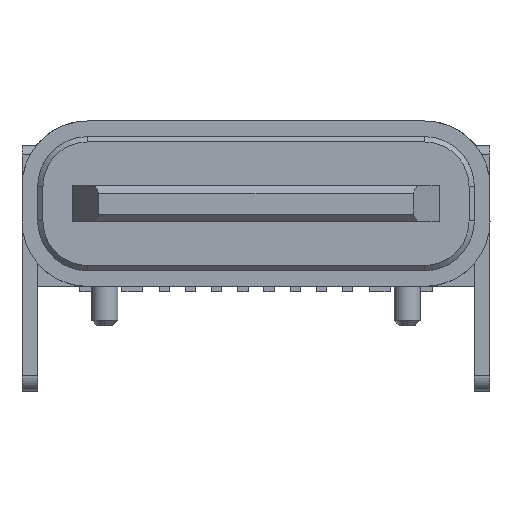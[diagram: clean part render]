
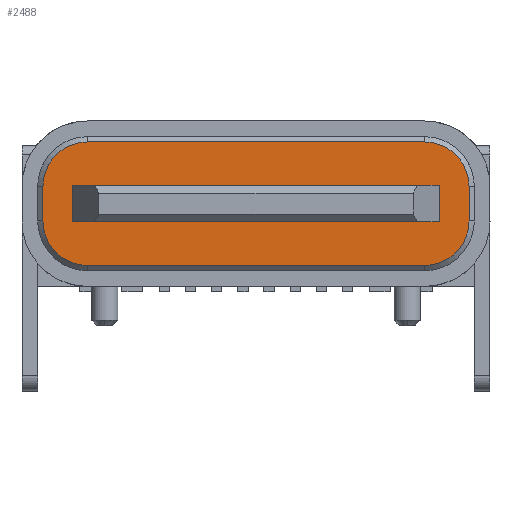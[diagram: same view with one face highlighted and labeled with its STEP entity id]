
A CAD part, front view. The second image highlights one B-rep face of the part: STEP entity #2488.
In plain terms, the highlighted planar face has unit normal (0, -1, 0).
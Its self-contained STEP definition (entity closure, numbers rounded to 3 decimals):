
#36 = VERTEX_POINT ( 'NONE', #20713 ) ;
#300 = EDGE_LOOP ( 'NONE', ( #6295, #20146, #23386, #14396 ) ) ;
#391 = CARTESIAN_POINT ( 'NONE',  ( -3.22, 1.175, -0.33 ) ) ;
#489 = CARTESIAN_POINT ( 'NONE',  ( -3.5, 1.175, 0.35 ) ) ;
#594 = CARTESIAN_POINT ( 'NONE',  ( 3.22, 1.175, 0.33 ) ) ;
#604 = CARTESIAN_POINT ( 'NONE',  ( 3.22, 1.175, -0.33 ) ) ;
#633 = DIRECTION ( 'NONE',  ( -1., 0., 0. ) ) ;
#655 = CARTESIAN_POINT ( 'NONE',  ( 3.22, 1.175, -1.18 ) ) ;
#1003 = EDGE_CURVE ( 'NONE', #11029, #14017, #16182, .T. ) ;
#1505 = LINE ( 'NONE', #9549, #12204 ) ;
#1597 = VERTEX_POINT ( 'NONE', #17674 ) ;
#1987 = DIRECTION ( 'NONE',  ( 1., 0., 0. ) ) ;
#2488 = ADVANCED_FACE ( 'NONE', ( #20292, #22486 ), #6595, .T. ) ;
#2523 = AXIS2_PLACEMENT_3D ( 'NONE', #391, #18095, #1987 ) ;
#2747 = DIRECTION ( 'NONE',  ( 1., 0., 0. ) ) ;
#2816 = DIRECTION ( 'NONE',  ( 0., -1., 0. ) ) ;
#3011 = VERTEX_POINT ( 'NONE', #5501 ) ;
#3399 = EDGE_CURVE ( 'NONE', #36, #4517, #24744, .T. ) ;
#3766 = LINE ( 'NONE', #11779, #17363 ) ;
#4107 = EDGE_CURVE ( 'NONE', #7456, #11029, #1505, .T. ) ;
#4517 = VERTEX_POINT ( 'NONE', #9639 ) ;
#4566 = VECTOR ( 'NONE', #17252, 1000. ) ;
#4716 = CIRCLE ( 'NONE', #19324, 0.85 ) ;
#4836 = DIRECTION ( 'NONE',  ( -1., 0., 0. ) ) ;
#5501 = CARTESIAN_POINT ( 'NONE',  ( -4.07, 1.175, 0.33 ) ) ;
#5599 = AXIS2_PLACEMENT_3D ( 'NONE', #12867, #10663, #10287 ) ;
#6295 = ORIENTED_EDGE ( 'NONE', *, *, #1003, .F. ) ;
#6296 = LINE ( 'NONE', #489, #7006 ) ;
#6595 = PLANE ( 'NONE',  #5599 ) ;
#6792 = DIRECTION ( 'NONE',  ( 0., -1., 0. ) ) ;
#6920 = ORIENTED_EDGE ( 'NONE', *, *, #3399, .T. ) ;
#7006 = VECTOR ( 'NONE', #4836, 1000. ) ;
#7174 = LINE ( 'NONE', #22958, #22706 ) ;
#7265 = ORIENTED_EDGE ( 'NONE', *, *, #19862, .T. ) ;
#7266 = VECTOR ( 'NONE', #12036, 1000. ) ;
#7456 = VERTEX_POINT ( 'NONE', #11952 ) ;
#8040 = CARTESIAN_POINT ( 'NONE',  ( -3.22, 1.175, 1.18 ) ) ;
#8423 = CIRCLE ( 'NONE', #2523, 0.85 ) ;
#9549 = CARTESIAN_POINT ( 'NONE',  ( -3.5, 1.175, -0.35 ) ) ;
#9577 = LINE ( 'NONE', #21147, #4566 ) ;
#9639 = CARTESIAN_POINT ( 'NONE',  ( 4.07, 1.175, -0.33 ) ) ;
#9674 = EDGE_CURVE ( 'NONE', #22726, #7456, #3766, .T. ) ;
#9911 = AXIS2_PLACEMENT_3D ( 'NONE', #594, #2816, #14607 ) ;
#10287 = DIRECTION ( 'NONE',  ( 1., 0., 0. ) ) ;
#10321 = EDGE_CURVE ( 'NONE', #23883, #19628, #21106, .T. ) ;
#10663 = DIRECTION ( 'NONE',  ( 0., -1., 0. ) ) ;
#10867 = DIRECTION ( 'NONE',  ( 1., 0., 0. ) ) ;
#11029 = VERTEX_POINT ( 'NONE', #11697 ) ;
#11139 = CARTESIAN_POINT ( 'NONE',  ( 3.22, 1.175, 1.18 ) ) ;
#11697 = CARTESIAN_POINT ( 'NONE',  ( 3.5, 1.175, -0.35 ) ) ;
#11779 = CARTESIAN_POINT ( 'NONE',  ( -3.5, 1.175, -0.35 ) ) ;
#11952 = CARTESIAN_POINT ( 'NONE',  ( -3.5, 1.175, -0.35 ) ) ;
#11987 = CARTESIAN_POINT ( 'NONE',  ( 3.5, 1.175, 0.35 ) ) ;
#12036 = DIRECTION ( 'NONE',  ( 0., 0., 1. ) ) ;
#12138 = VECTOR ( 'NONE', #633, 1000. ) ;
#12204 = VECTOR ( 'NONE', #25312, 1000. ) ;
#12867 = CARTESIAN_POINT ( 'NONE',  ( 3.22, 1.175, 0.33 ) ) ;
#14017 = VERTEX_POINT ( 'NONE', #11987 ) ;
#14396 = ORIENTED_EDGE ( 'NONE', *, *, #23552, .F. ) ;
#14410 = LINE ( 'NONE', #655, #18151 ) ;
#14485 = EDGE_CURVE ( 'NONE', #4517, #23883, #9577, .T. ) ;
#14607 = DIRECTION ( 'NONE',  ( 1., 0., 0. ) ) ;
#14824 = ORIENTED_EDGE ( 'NONE', *, *, #20676, .T. ) ;
#14918 = VERTEX_POINT ( 'NONE', #23278 ) ;
#15028 = CARTESIAN_POINT ( 'NONE',  ( -3.22, 1.175, 1.18 ) ) ;
#15749 = EDGE_CURVE ( 'NONE', #1597, #14918, #8423, .T. ) ;
#16182 = LINE ( 'NONE', #19719, #7266 ) ;
#17252 = DIRECTION ( 'NONE',  ( 0., 0., 1. ) ) ;
#17363 = VECTOR ( 'NONE', #19714, 1000. ) ;
#17378 = CARTESIAN_POINT ( 'NONE',  ( -3.22, 1.175, 0.33 ) ) ;
#17674 = CARTESIAN_POINT ( 'NONE',  ( -4.07, 1.175, -0.33 ) ) ;
#18095 = DIRECTION ( 'NONE',  ( 0., -1., 0. ) ) ;
#18099 = AXIS2_PLACEMENT_3D ( 'NONE', #604, #6792, #10867 ) ;
#18151 = VECTOR ( 'NONE', #2747, 1000. ) ;
#18537 = CARTESIAN_POINT ( 'NONE',  ( 4.07, 1.175, 0.33 ) ) ;
#18577 = VERTEX_POINT ( 'NONE', #8040 ) ;
#18832 = EDGE_LOOP ( 'NONE', ( #14824, #6920, #25015, #20692, #24552, #7265, #25361, #20884 ) ) ;
#18968 = LINE ( 'NONE', #15028, #12138 ) ;
#19324 = AXIS2_PLACEMENT_3D ( 'NONE', #17378, #25321, #21407 ) ;
#19628 = VERTEX_POINT ( 'NONE', #11139 ) ;
#19714 = DIRECTION ( 'NONE',  ( 0., 0., -1. ) ) ;
#19719 = CARTESIAN_POINT ( 'NONE',  ( 3.5, 1.175, -0.35 ) ) ;
#19862 = EDGE_CURVE ( 'NONE', #18577, #3011, #4716, .T. ) ;
#20146 = ORIENTED_EDGE ( 'NONE', *, *, #4107, .F. ) ;
#20292 = FACE_OUTER_BOUND ( 'NONE', #18832, .T. ) ;
#20676 = EDGE_CURVE ( 'NONE', #14918, #36, #14410, .T. ) ;
#20692 = ORIENTED_EDGE ( 'NONE', *, *, #10321, .T. ) ;
#20713 = CARTESIAN_POINT ( 'NONE',  ( 3.22, 1.175, -1.18 ) ) ;
#20884 = ORIENTED_EDGE ( 'NONE', *, *, #15749, .T. ) ;
#20960 = EDGE_CURVE ( 'NONE', #3011, #1597, #7174, .T. ) ;
#20992 = DIRECTION ( 'NONE',  ( 0., 0., -1. ) ) ;
#21106 = CIRCLE ( 'NONE', #9911, 0.85 ) ;
#21147 = CARTESIAN_POINT ( 'NONE',  ( 4.07, 1.175, 0.33 ) ) ;
#21407 = DIRECTION ( 'NONE',  ( 1., 0., 0. ) ) ;
#22486 = FACE_BOUND ( 'NONE', #300, .T. ) ;
#22706 = VECTOR ( 'NONE', #20992, 1000. ) ;
#22726 = VERTEX_POINT ( 'NONE', #22801 ) ;
#22801 = CARTESIAN_POINT ( 'NONE',  ( -3.5, 1.175, 0.35 ) ) ;
#22958 = CARTESIAN_POINT ( 'NONE',  ( -4.07, 1.175, 0.33 ) ) ;
#23278 = CARTESIAN_POINT ( 'NONE',  ( -3.22, 1.175, -1.18 ) ) ;
#23386 = ORIENTED_EDGE ( 'NONE', *, *, #9674, .F. ) ;
#23552 = EDGE_CURVE ( 'NONE', #14017, #22726, #6296, .T. ) ;
#23883 = VERTEX_POINT ( 'NONE', #18537 ) ;
#24552 = ORIENTED_EDGE ( 'NONE', *, *, #25466, .T. ) ;
#24744 = CIRCLE ( 'NONE', #18099, 0.85 ) ;
#25015 = ORIENTED_EDGE ( 'NONE', *, *, #14485, .T. ) ;
#25312 = DIRECTION ( 'NONE',  ( 1., 0., 0. ) ) ;
#25321 = DIRECTION ( 'NONE',  ( 0., -1., 0. ) ) ;
#25361 = ORIENTED_EDGE ( 'NONE', *, *, #20960, .T. ) ;
#25466 = EDGE_CURVE ( 'NONE', #19628, #18577, #18968, .T. ) ;
